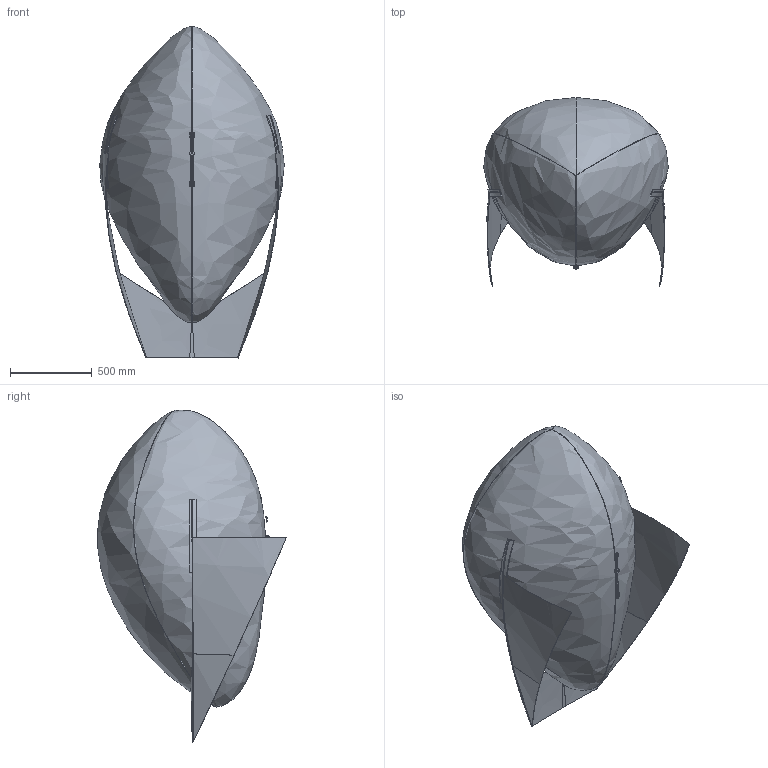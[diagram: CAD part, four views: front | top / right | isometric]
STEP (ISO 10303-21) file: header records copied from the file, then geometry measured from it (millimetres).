
FILE_DESCRIPTION(/* description */ (''),/* implementation_level */ '2;1');
FILE_NAME(/* name */ '72_Airpup-model-v1.step.step',/* time_stamp */ '2018-11-02T17:12:27-07:00',/* author */ (''),/* organization */ (''),/* preprocessor_version */ 'ST-DEVELOPER v17.2',/* originating_system */ 'Autodesk Translation Framework v7.6.0.251',/* authorisation */ '');
FILE_SCHEMA (('AUTOMOTIVE_DESIGN { 1 0 10303 214 3 1 1 }'));
Length unit declared in the file: inch
Products named in the file (8): 72" export- clean; 7.8 degree envelope illustrations; as designed fins; belly mount; 1/8" carbon rod; slide-mount; 94613A540; end cap
Assembly tree (9 placements, depth 3):
  72" export- clean
    7.8 degree envelope illustrations
      as designed fins
    belly mount
      1/8" carbon rod  x2
      end cap  x2
      slide-mount
      94613A540
Bounding box: 1126.26 x 1152.75 x 2026.51 mm (x, y, z)
Volume: 917149281 mm3; surface area: 11370623.4 mm2
Topology: 14 solids, 14 shells, 262 faces, 632 edges, 399 vertices
Faces by surface type: plane 94, cylinder 87, bspline 52, torus 18, cone 7, sphere 4
Full cylindrical faces by diameter (mm): 3.175 x6, 3.969 x10, 4.711 x14, 6.35 x13, 6.747 x2
Entity records: 14281 total; most frequent: CARTESIAN_POINT 9263, ORIENTED_EDGE 1082, DIRECTION 834, EDGE_CURVE 541, VERTEX_POINT 340, AXIS2_PLACEMENT_3D 320, EDGE_LOOP 249, FACE_OUTER_BOUND 228
